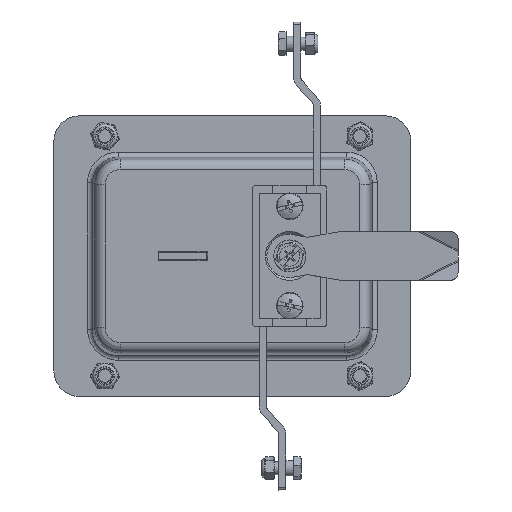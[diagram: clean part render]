
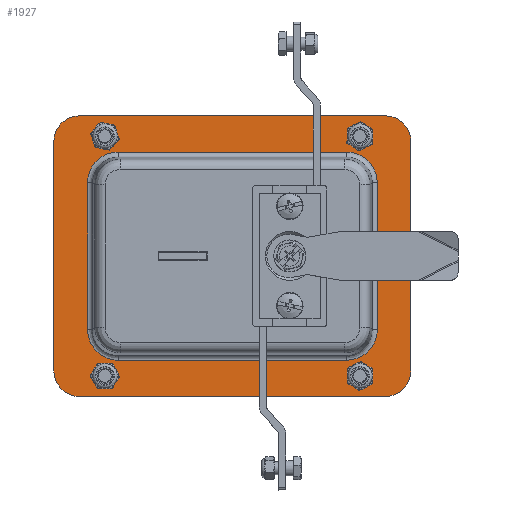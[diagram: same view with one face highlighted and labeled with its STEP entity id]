
A CAD part, top view. The second image highlights one B-rep face of the part: STEP entity #1927.
In plain terms, the highlighted planar face has unit normal (0, 0, 1).
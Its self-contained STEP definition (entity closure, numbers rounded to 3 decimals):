
#1927=ADVANCED_FACE('',(#3745,#3746,#3747,#3748,#3749,#3750),#3751,.T.);
#3745=FACE_BOUND('',#8149,.T.);
#3746=FACE_BOUND('',#8150,.T.);
#3747=FACE_BOUND('',#8151,.T.);
#3748=FACE_BOUND('',#8152,.T.);
#3749=FACE_BOUND('',#8153,.T.);
#3750=FACE_OUTER_BOUND('',#8154,.T.);
#3751=PLANE('',#8155);
#8149=EDGE_LOOP('',(#18664));
#8150=EDGE_LOOP('',(#18665));
#8151=EDGE_LOOP('',(#18666));
#8152=EDGE_LOOP('',(#18667));
#8153=EDGE_LOOP('',(#18668,#18669,#18670,#18671,#18672,#18673,#18674,#18675));
#8154=EDGE_LOOP('',(#18676,#18677,#18678,#18679,#18680,#18681,#18682,#18683));
#8155=AXIS2_PLACEMENT_3D('',#18684,#18685,#18686);
#18664=ORIENTED_EDGE('',*,*,#32329,.F.);
#18665=ORIENTED_EDGE('',*,*,#32331,.F.);
#18666=ORIENTED_EDGE('',*,*,#32333,.F.);
#18667=ORIENTED_EDGE('',*,*,#32335,.F.);
#18668=ORIENTED_EDGE('',*,*,#32284,.T.);
#18669=ORIENTED_EDGE('',*,*,#32366,.T.);
#18670=ORIENTED_EDGE('',*,*,#32367,.T.);
#18671=ORIENTED_EDGE('',*,*,#32368,.T.);
#18672=ORIENTED_EDGE('',*,*,#32369,.T.);
#18673=ORIENTED_EDGE('',*,*,#32370,.T.);
#18674=ORIENTED_EDGE('',*,*,#32371,.T.);
#18675=ORIENTED_EDGE('',*,*,#32372,.T.);
#18676=ORIENTED_EDGE('',*,*,#32361,.T.);
#18677=ORIENTED_EDGE('',*,*,#32373,.T.);
#18678=ORIENTED_EDGE('',*,*,#32354,.T.);
#18679=ORIENTED_EDGE('',*,*,#32374,.T.);
#18680=ORIENTED_EDGE('',*,*,#32358,.T.);
#18681=ORIENTED_EDGE('',*,*,#32375,.T.);
#18682=ORIENTED_EDGE('',*,*,#32364,.T.);
#18683=ORIENTED_EDGE('',*,*,#32376,.T.);
#18684=CARTESIAN_POINT('',(-70.0,-55.0,0.0));
#18685=DIRECTION('',(0.0,0.0,1.0));
#18686=DIRECTION('',(0.0,-1.0,0.0));
#32284=EDGE_CURVE('',#36509,#36514,#36516,.F.);
#32329=EDGE_CURVE('',#36594,#36594,#36595,.T.);
#32331=EDGE_CURVE('',#36598,#36598,#36599,.T.);
#32333=EDGE_CURVE('',#36602,#36602,#36603,.T.);
#32335=EDGE_CURVE('',#36606,#36606,#36607,.T.);
#32354=EDGE_CURVE('',#36642,#36643,#36644,.T.);
#32358=EDGE_CURVE('',#36649,#36647,#36650,.T.);
#32361=EDGE_CURVE('',#36654,#36652,#36655,.T.);
#32364=EDGE_CURVE('',#36659,#36657,#36660,.T.);
#32366=EDGE_CURVE('',#36514,#36662,#36663,.T.);
#32367=EDGE_CURVE('',#36662,#36664,#36665,.F.);
#32368=EDGE_CURVE('',#36664,#36666,#36667,.T.);
#32369=EDGE_CURVE('',#36666,#36668,#36669,.F.);
#32370=EDGE_CURVE('',#36668,#36670,#36671,.T.);
#32371=EDGE_CURVE('',#36670,#36672,#36673,.F.);
#32372=EDGE_CURVE('',#36672,#36509,#36674,.T.);
#32373=EDGE_CURVE('',#36652,#36642,#36675,.T.);
#32374=EDGE_CURVE('',#36643,#36649,#36676,.T.);
#32375=EDGE_CURVE('',#36647,#36659,#36677,.T.);
#32376=EDGE_CURVE('',#36657,#36654,#36678,.T.);
#36509=VERTEX_POINT('',#43486);
#36514=VERTEX_POINT('',#43491);
#36516=ELLIPSE('',#43493,12.033,12.0);
#36594=VERTEX_POINT('',#43595);
#36595=CIRCLE('',#43596,3.0);
#36598=VERTEX_POINT('',#43599);
#36599=CIRCLE('',#43600,3.0);
#36602=VERTEX_POINT('',#43603);
#36603=CIRCLE('',#43604,3.0);
#36606=VERTEX_POINT('',#43607);
#36607=CIRCLE('',#43608,3.0);
#36642=VERTEX_POINT('',#43652);
#36643=VERTEX_POINT('',#43653);
#36644=LINE('',#43654,#43655);
#36647=VERTEX_POINT('',#43660);
#36649=VERTEX_POINT('',#43663);
#36650=LINE('',#43664,#43665);
#36652=VERTEX_POINT('',#43668);
#36654=VERTEX_POINT('',#43671);
#36655=LINE('',#43672,#43673);
#36657=VERTEX_POINT('',#43676);
#36659=VERTEX_POINT('',#43679);
#36660=LINE('',#43680,#43681);
#36662=VERTEX_POINT('',#43684);
#36663=LINE('',#43685,#43686);
#36664=VERTEX_POINT('',#43687);
#36665=ELLIPSE('',#43688,12.033,12.0);
#36666=VERTEX_POINT('',#43689);
#36667=LINE('',#43690,#43691);
#36668=VERTEX_POINT('',#43692);
#36669=ELLIPSE('',#43693,12.033,12.0);
#36670=VERTEX_POINT('',#43694);
#36671=LINE('',#43695,#43696);
#36672=VERTEX_POINT('',#43697);
#36673=ELLIPSE('',#43698,12.033,12.0);
#36674=LINE('',#43699,#43700);
#36675=CIRCLE('',#43701,10.0);
#36676=CIRCLE('',#43702,10.0);
#36677=CIRCLE('',#43703,10.0);
#36678=CIRCLE('',#43704,10.0);
#43486=CARTESIAN_POINT('',(-56.801,28.817,0.0));
#43491=CARTESIAN_POINT('',(-44.817,40.801,0.0));
#43493=AXIS2_PLACEMENT_3D('',#56201,#56202,#56203);
#43595=CARTESIAN_POINT('',(-47.0,47.0,0.));
#43596=AXIS2_PLACEMENT_3D('',#56288,#56289,#56290);
#43599=CARTESIAN_POINT('',(53.0,47.0,0.));
#43600=AXIS2_PLACEMENT_3D('',#56294,#56295,#56296);
#43603=CARTESIAN_POINT('',(-47.0,-47.0,0.));
#43604=AXIS2_PLACEMENT_3D('',#56300,#56301,#56302);
#43607=CARTESIAN_POINT('',(53.0,-47.0,0.));
#43608=AXIS2_PLACEMENT_3D('',#56306,#56307,#56308);
#43652=CARTESIAN_POINT('',(70.0,-45.0,0.0));
#43653=CARTESIAN_POINT('',(70.0,45.0,0.0));
#43654=CARTESIAN_POINT('',(70.0,-55.0,0.0));
#43655=VECTOR('',#56345,1.0);
#43660=CARTESIAN_POINT('',(-60.0,55.0,0.0));
#43663=CARTESIAN_POINT('',(60.0,55.0,0.0));
#43664=CARTESIAN_POINT('',(70.0,55.0,0.0));
#43665=VECTOR('',#56349,1.0);
#43668=CARTESIAN_POINT('',(60.0,-55.0,0.0));
#43671=CARTESIAN_POINT('',(-60.0,-55.0,0.0));
#43672=CARTESIAN_POINT('',(-70.0,-55.0,0.0));
#43673=VECTOR('',#56352,1.0);
#43676=CARTESIAN_POINT('',(-70.0,-45.0,0.0));
#43679=CARTESIAN_POINT('',(-70.0,45.0,0.0));
#43680=CARTESIAN_POINT('',(-70.0,55.0,0.0));
#43681=VECTOR('',#56355,1.0);
#43684=CARTESIAN_POINT('',(44.817,40.801,0.0));
#43685=CARTESIAN_POINT('',(44.917,40.801,0.0));
#43686=VECTOR('',#56357,1.0);
#43687=CARTESIAN_POINT('',(56.801,28.817,0.0));
#43688=AXIS2_PLACEMENT_3D('',#56358,#56359,#56360);
#43689=CARTESIAN_POINT('',(56.801,-28.817,0.0));
#43690=CARTESIAN_POINT('',(56.801,-28.917,0.0));
#43691=VECTOR('',#56361,1.0);
#43692=CARTESIAN_POINT('',(44.817,-40.801,0.0));
#43693=AXIS2_PLACEMENT_3D('',#56362,#56363,#56364);
#43694=CARTESIAN_POINT('',(-44.817,-40.801,0.0));
#43695=CARTESIAN_POINT('',(-44.917,-40.801,0.0));
#43696=VECTOR('',#56365,1.0);
#43697=CARTESIAN_POINT('',(-56.801,-28.817,0.0));
#43698=AXIS2_PLACEMENT_3D('',#56366,#56367,#56368);
#43699=CARTESIAN_POINT('',(-56.801,28.917,0.0));
#43700=VECTOR('',#56369,1.0);
#43701=AXIS2_PLACEMENT_3D('',#56370,#56371,#56372);
#43702=AXIS2_PLACEMENT_3D('',#56373,#56374,#56375);
#43703=AXIS2_PLACEMENT_3D('',#56376,#56377,#56378);
#43704=AXIS2_PLACEMENT_3D('',#56379,#56380,#56381);
#56201=CARTESIAN_POINT('',(-44.784,28.784,0.));
#56202=DIRECTION('',(0.0,0.0,1.0));
#56203=DIRECTION('',(0.707,-0.707,0.0));
#56288=CARTESIAN_POINT('',(-50.0,47.0,0.));
#56289=DIRECTION('',(0.0,0.0,1.0));
#56290=DIRECTION('',(1.0,0.0,0.0));
#56294=CARTESIAN_POINT('',(50.0,47.0,0.));
#56295=DIRECTION('',(0.0,0.0,1.0));
#56296=DIRECTION('',(1.0,0.0,0.0));
#56300=CARTESIAN_POINT('',(-50.0,-47.0,0.));
#56301=DIRECTION('',(0.0,0.0,1.0));
#56302=DIRECTION('',(1.0,0.0,0.0));
#56306=CARTESIAN_POINT('',(50.0,-47.0,0.));
#56307=DIRECTION('',(0.0,0.0,1.0));
#56308=DIRECTION('',(1.0,0.0,0.0));
#56345=DIRECTION('',(0.0,1.0,0.0));
#56349=DIRECTION('',(-1.0,0.0,0.0));
#56352=DIRECTION('',(1.0,0.0,0.0));
#56355=DIRECTION('',(0.0,-1.0,0.0));
#56357=DIRECTION('',(1.0,0.0,0.0));
#56358=CARTESIAN_POINT('',(44.784,28.784,0.));
#56359=DIRECTION('',(0.0,0.0,1.0));
#56360=DIRECTION('',(-0.707,-0.707,0.0));
#56361=DIRECTION('',(0.0,-1.0,0.0));
#56362=CARTESIAN_POINT('',(44.784,-28.784,0.));
#56363=DIRECTION('',(0.0,0.0,1.0));
#56364=DIRECTION('',(-0.707,0.707,0.0));
#56365=DIRECTION('',(-1.0,0.0,0.0));
#56366=CARTESIAN_POINT('',(-44.784,-28.784,0.));
#56367=DIRECTION('',(0.0,-0.0,1.0));
#56368=DIRECTION('',(0.707,0.707,0.0));
#56369=DIRECTION('',(0.0,1.0,0.0));
#56370=CARTESIAN_POINT('',(60.0,-45.0,0.0));
#56371=DIRECTION('',(0.0,0.0,1.0));
#56372=DIRECTION('',(1.0,0.0,0.0));
#56373=CARTESIAN_POINT('',(60.0,45.0,0.0));
#56374=DIRECTION('',(0.0,0.0,1.0));
#56375=DIRECTION('',(1.0,0.0,0.0));
#56376=CARTESIAN_POINT('',(-60.0,45.0,0.0));
#56377=DIRECTION('',(0.0,0.0,1.0));
#56378=DIRECTION('',(1.0,0.0,0.0));
#56379=CARTESIAN_POINT('',(-60.0,-45.0,0.0));
#56380=DIRECTION('',(0.0,0.0,1.0));
#56381=DIRECTION('',(1.0,0.0,0.0));
